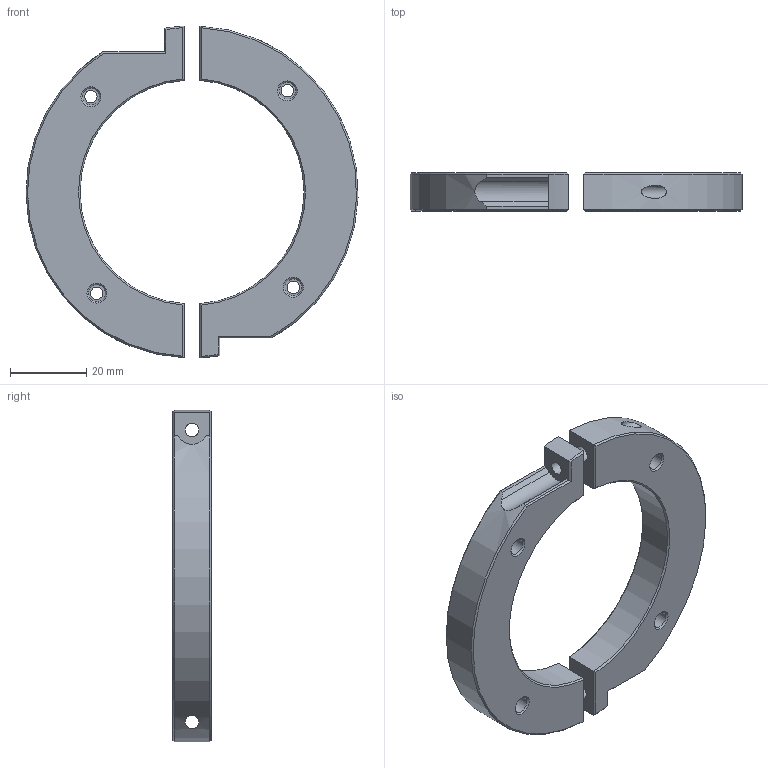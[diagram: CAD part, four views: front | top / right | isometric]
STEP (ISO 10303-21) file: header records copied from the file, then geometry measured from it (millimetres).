
FILE_DESCRIPTION(/* description */ (''),/* implementation_level */ '2;1');
FILE_NAME(/* name */ 'Split-Ring-Mount.step',/* time_stamp */ '2022-05-12T11:53:11-07:00',/* author */ (''),/* organization */ (''),/* preprocessor_version */ 'ST-DEVELOPER v18.1',/* originating_system */ 'Autodesk Translation Framework v10.14.0.1471',/* authorisation */ '');
FILE_SCHEMA (('AUTOMOTIVE_DESIGN { 1 0 10303 214 3 1 1 }'));
Length unit declared in the file: millimetre
Products named in the file (1): Split Ring Mount
Bounding box: 87.11 x 10 x 87.04 mm (x, y, z)
Volume: 28790.4 mm3; surface area: 11887.7 mm2
Topology: 2 solids, 2 shells, 80 faces, 176 edges, 106 vertices
Faces by surface type: plane 38, cylinder 22, cone 20
Full cylindrical faces by diameter (mm): 3.25 x4, 3.5 x4, 4.4 x6
Entity records: 2368 total; most frequent: CARTESIAN_POINT 557, DIRECTION 370, ORIENTED_EDGE 352, EDGE_CURVE 176, AXIS2_PLACEMENT_3D 143, VERTEX_POINT 106, EDGE_LOOP 102, LINE 84
